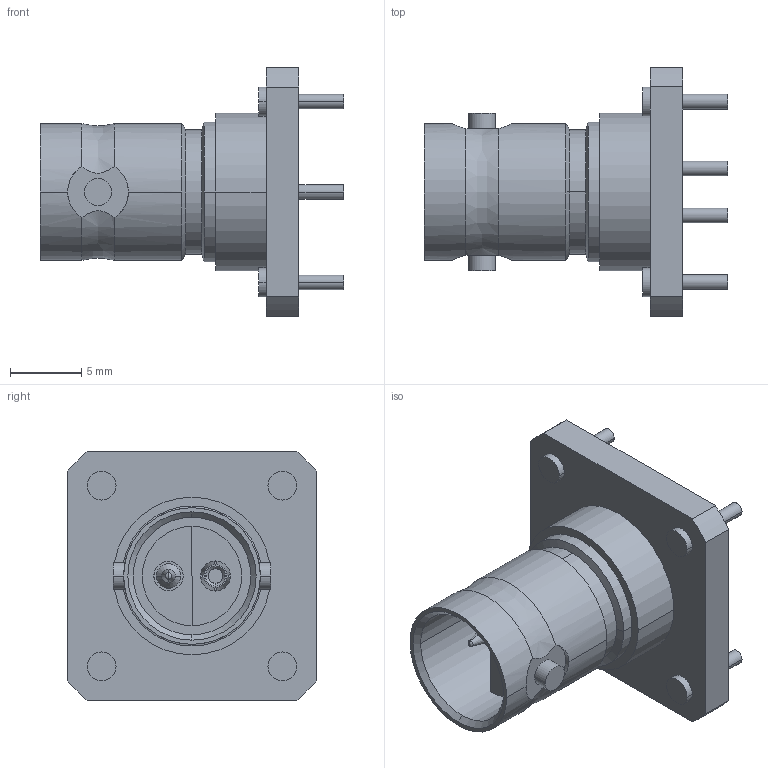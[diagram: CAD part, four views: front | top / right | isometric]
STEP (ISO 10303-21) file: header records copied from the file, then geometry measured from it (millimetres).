
FILE_DESCRIPTION (( 'STEP AP203' ), '1' );
FILE_NAME ('FMCN44115_3D.step', '2022-11-28T19:30:12', ( '' ), ( '' ), 'SwSTEP 2.0', 'SolidWorks 2021', '' );
FILE_SCHEMA (( 'CONFIG_CONTROL_DESIGN' ));
Length unit declared in the file: inch
Products named in the file (1): FMCN44115_3D
Bounding box: 21.34 x 17.48 x 17.48 mm (x, y, z)
Volume: 1548.5 mm3; surface area: 1848.1 mm2
Topology: 1 solids, 1 shells, 148 faces, 341 edges, 220 vertices
Faces by surface type: cylinder 77, plane 49, cone 18, bspline 4
Entity records: 4615 total; most frequent: CARTESIAN_POINT 1134, DIRECTION 748, ORIENTED_EDGE 682, EDGE_CURVE 341, AXIS2_PLACEMENT_3D 312, VERTEX_POINT 220, EDGE_LOOP 173, CIRCLE 167
